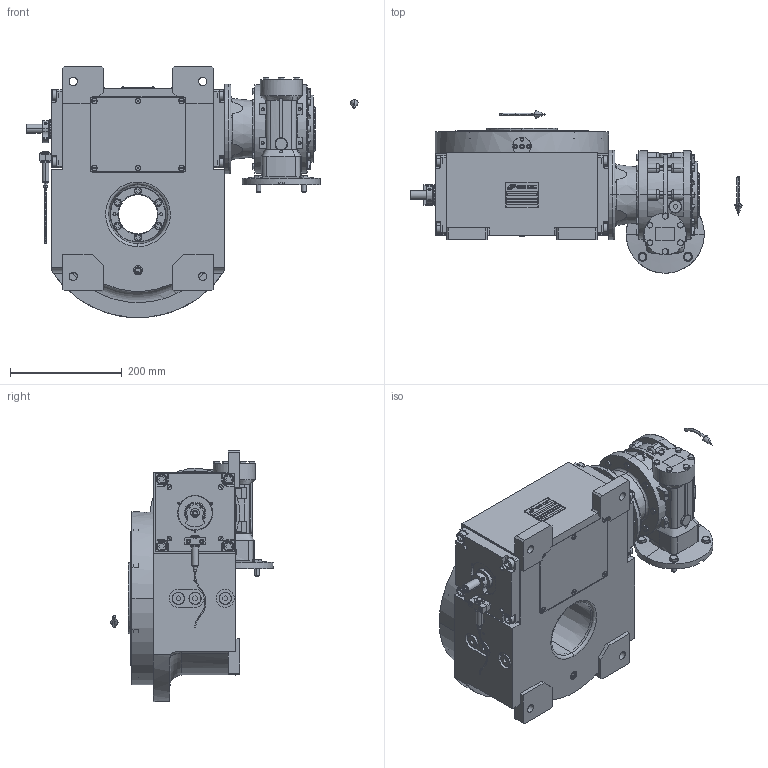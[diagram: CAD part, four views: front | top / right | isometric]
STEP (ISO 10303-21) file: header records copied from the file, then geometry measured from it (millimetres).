
FILE_DESCRIPTION (( 'STEP AP214' ), '1' );
FILE_NAME ('PC5200427.step', '2024-06-24T14:13:15', ( '' ), ( '' ), 'SwSTEP 2.0', 'SolidWorks 2020', '' );
FILE_SCHEMA (( 'AUTOMOTIVE_DESIGN' ));
Length unit declared in the file: millimetre
Products named in the file (89): cfn2000_01_126; cfn2003_01_054; cfn2151_01_115; cfn2151_01_170; AS_cfn2476_01_002_60x46; CFN2000_01_185.stp; 900_38_11_06_4; CFN2010_01_020.stp; cfn2000_01_081; cfn2276_01_056; rig09_003_12; AS_rig09_071_12_m; cfn2400_04_003; cfn2155_01_196; rig09_007_master; CFN2223_02_003.stp; freccia_angolare; rig09_001_a_s_011; cfn2000_01_099; cfn2205_01_015; CFN2356_03_053.stp; cfn2155_01_095; RIG09_005_ASM.stp; cfn2128_04_002; olio_agip_blasia_150; cfn2070_05_009; cfn2401_01_003; cfn2107_01_001; rig09_071_12_m.stp; AS_rig09_004; CFN2155_01_195.stp; AS_rig09_002_s_003; rig09_016; cfn2010_01_015.prt; CFN2104_02_018.stp; AS_rig09_016; RIG09_005_AF0.stp; cfn2128_19_002; RIG09_021_AF0.stp; freccia_angolare_albero ...
Assembly tree (78 placements, depth 5):
  cfn2151_01_115
  cfn2151_01_170
  CFN2010_01_020.stp
  cfn2276_01_056
  rig09_007_master
Bounding box: 594.5 x 291 x 450 mm (x, y, z)
Volume: 6502087 mm3; surface area: 1595990.6 mm2
Topology: 68 solids, 70 shells, 3742 faces, 9398 edges, 5990 vertices
Faces by surface type: plane 1759, cylinder 1116, cone 579, torus 272, bspline 12, sphere 4
Entity records: 134148 total; most frequent: CARTESIAN_POINT 43163, ORIENTED_EDGE 18318, DIRECTION 18149, EDGE_CURVE 9161, AXIS2_PLACEMENT_3D 6680, VERTEX_POINT 5902, LINE 4789, VECTOR 4789
